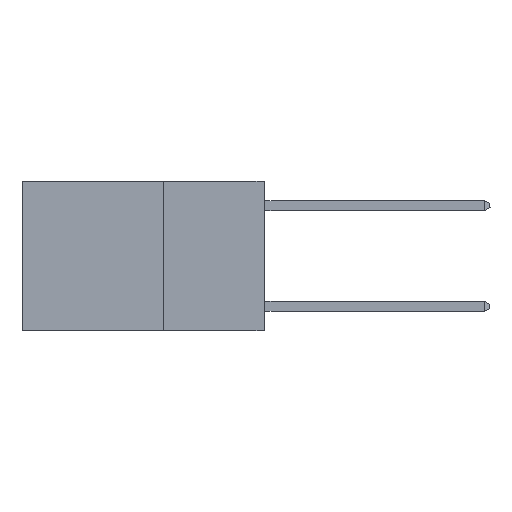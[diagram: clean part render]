
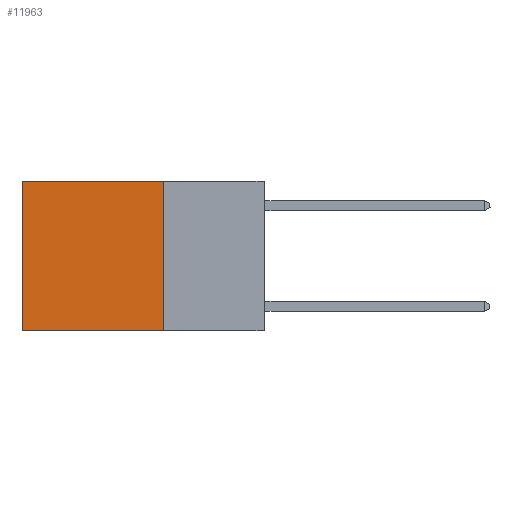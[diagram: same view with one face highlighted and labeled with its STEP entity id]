
A CAD part, left-side view. The second image highlights one B-rep face of the part: STEP entity #11963.
In plain terms, the highlighted planar face has unit normal (-1, 0, 0).
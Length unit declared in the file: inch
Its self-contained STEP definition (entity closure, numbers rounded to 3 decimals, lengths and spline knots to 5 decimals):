
#129 = EDGE_CURVE ( 'NONE', #5827, #5647, #13086, .T. ) ;
#354 = DIRECTION ( 'NONE',  ( 0., 0., -1. ) ) ;
#814 = DIRECTION ( 'NONE',  ( 0., 0., -1. ) ) ;
#2040 = CARTESIAN_POINT ( 'NONE',  ( 0.2625, 0.25, -0.37 ) ) ;
#2064 = VERTEX_POINT ( 'NONE', #9008 ) ;
#2881 = EDGE_CURVE ( 'NONE', #2064, #5647, #22805, .T. ) ;
#3420 = FACE_OUTER_BOUND ( 'NONE', #15136, .T. ) ;
#3896 = ORIENTED_EDGE ( 'NONE', *, *, #2881, .T. ) ;
#4028 = DIRECTION ( 'NONE',  ( 1., 0., 0. ) ) ;
#4231 = ORIENTED_EDGE ( 'NONE', *, *, #25472, .T. ) ;
#5647 = VERTEX_POINT ( 'NONE', #23614 ) ;
#5827 = VERTEX_POINT ( 'NONE', #2040 ) ;
#6176 = DIRECTION ( 'NONE',  ( 0., 0., -1. ) ) ;
#6182 = VERTEX_POINT ( 'NONE', #21840 ) ;
#6996 = CARTESIAN_POINT ( 'NONE',  ( 0.2625, 0.25, 0. ) ) ;
#7448 = VECTOR ( 'NONE', #22451, 39.37008 ) ;
#9008 = CARTESIAN_POINT ( 'NONE',  ( 0.2625, 0.6, 0. ) ) ;
#10850 = LINE ( 'NONE', #6996, #7448 ) ;
#11963 = ADVANCED_FACE ( 'NONE', ( #3420 ), #13784, .F. ) ;
#12741 = ORIENTED_EDGE ( 'NONE', *, *, #13238, .F. ) ;
#12831 = CARTESIAN_POINT ( 'NONE',  ( 0.2625, 0.25, 0. ) ) ;
#13086 = LINE ( 'NONE', #15815, #25398 ) ;
#13238 = EDGE_CURVE ( 'NONE', #6182, #5827, #21533, .T. ) ;
#13784 = PLANE ( 'NONE',  #18600 ) ;
#15136 = EDGE_LOOP ( 'NONE', ( #3896, #17611, #12741, #4231 ) ) ;
#15715 = CARTESIAN_POINT ( 'NONE',  ( 0.2625, 0.25, 0. ) ) ;
#15815 = CARTESIAN_POINT ( 'NONE',  ( 0.2625, 0.25, -0.37 ) ) ;
#17611 = ORIENTED_EDGE ( 'NONE', *, *, #129, .F. ) ;
#17967 = CARTESIAN_POINT ( 'NONE',  ( 0.2625, 0.6, 0. ) ) ;
#18600 = AXIS2_PLACEMENT_3D ( 'NONE', #15715, #4028, #6176 ) ;
#20308 = VECTOR ( 'NONE', #354, 39.37008 ) ;
#21533 = LINE ( 'NONE', #12831, #22796 ) ;
#21840 = CARTESIAN_POINT ( 'NONE',  ( 0.2625, 0.25, 0. ) ) ;
#22451 = DIRECTION ( 'NONE',  ( 0., 1., 0. ) ) ;
#22796 = VECTOR ( 'NONE', #814, 39.37008 ) ;
#22805 = LINE ( 'NONE', #17967, #20308 ) ;
#23614 = CARTESIAN_POINT ( 'NONE',  ( 0.2625, 0.6, -0.37 ) ) ;
#23633 = DIRECTION ( 'NONE',  ( 0., 1., 0. ) ) ;
#25398 = VECTOR ( 'NONE', #23633, 39.37008 ) ;
#25472 = EDGE_CURVE ( 'NONE', #6182, #2064, #10850, .T. ) ;
